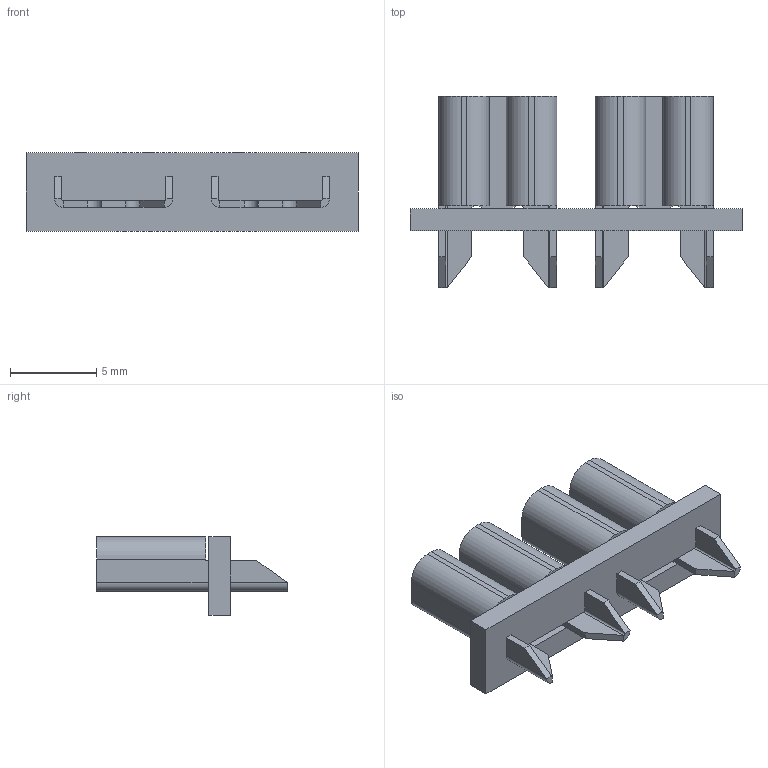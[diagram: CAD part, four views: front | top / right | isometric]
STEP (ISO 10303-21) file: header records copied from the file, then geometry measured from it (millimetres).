
FILE_DESCRIPTION (( 'STEP AP214' ), '1' );
FILE_NAME ('BK-6010.STEP', '2020-02-08T00:21:06', ( '' ), ( '' ), 'SwSTEP 2.0', 'SolidWorks 2017', '' );
FILE_SCHEMA (( 'AUTOMOTIVE_DESIGN' ));
Length unit declared in the file: millimetre
Products named in the file (1): BK-6010
Bounding box: 19.3 x 11.1 x 4.57 mm (x, y, z)
Volume: 223.6 mm3; surface area: 923.5 mm2
Topology: 3 solids, 3 shells, 154 faces, 380 edges, 232 vertices
Faces by surface type: plane 110, cylinder 44
Entity records: 4520 total; most frequent: DIRECTION 778, CARTESIAN_POINT 767, ORIENTED_EDGE 760, EDGE_CURVE 380, VECTOR 292, LINE 292, AXIS2_PLACEMENT_3D 243, VERTEX_POINT 232
